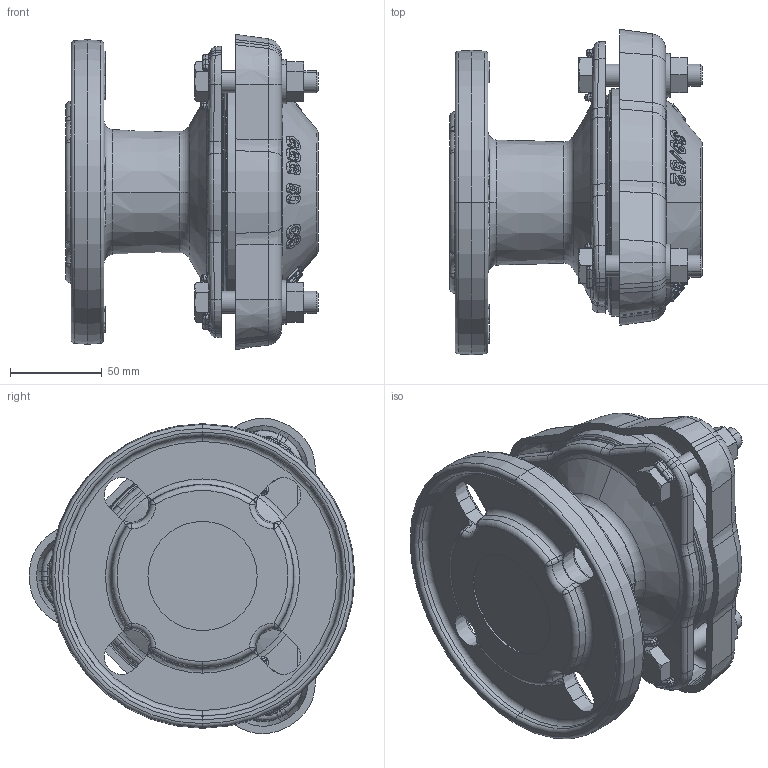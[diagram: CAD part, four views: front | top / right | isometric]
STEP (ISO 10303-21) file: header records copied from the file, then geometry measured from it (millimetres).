
FILE_DESCRIPTION (( 'STEP AP214' ), '1' );
FILE_NAME ('Junta Flange Mult GFIX DN50x39-52.STEP', '2014-10-28T11:42:11', ( '' ), ( '' ), 'SwSTEP 2.0', 'SolidWorks 2014', '' );
FILE_SCHEMA (( 'AUTOMOTIVE_DESIGN' ));
Length unit declared in the file: millimetre
Products named in the file (1): Junta Flange Mult GFIX DN50x39-52
Bounding box: 138.11 x 177.76 x 172.17 mm (x, y, z)
Volume: 1245517 mm3; surface area: 158137.7 mm2
Topology: 1 solids, 1 shells, 1780 faces, 4615 edges, 2918 vertices
Faces by surface type: bspline 1044, plane 294, cone 184, torus 106, cylinder 104, sphere 48
Entity records: 151885 total; most frequent: CARTESIAN_POINT 97848, ORIENTED_EDGE 9194, EDGE_CURVE 4597, DIRECTION 3877, B_SPLINE_CURVE_WITH_KNOTS 2943, VERTEX_POINT 2912, EDGE_LOOP 1893, ADVANCED_FACE 1780
